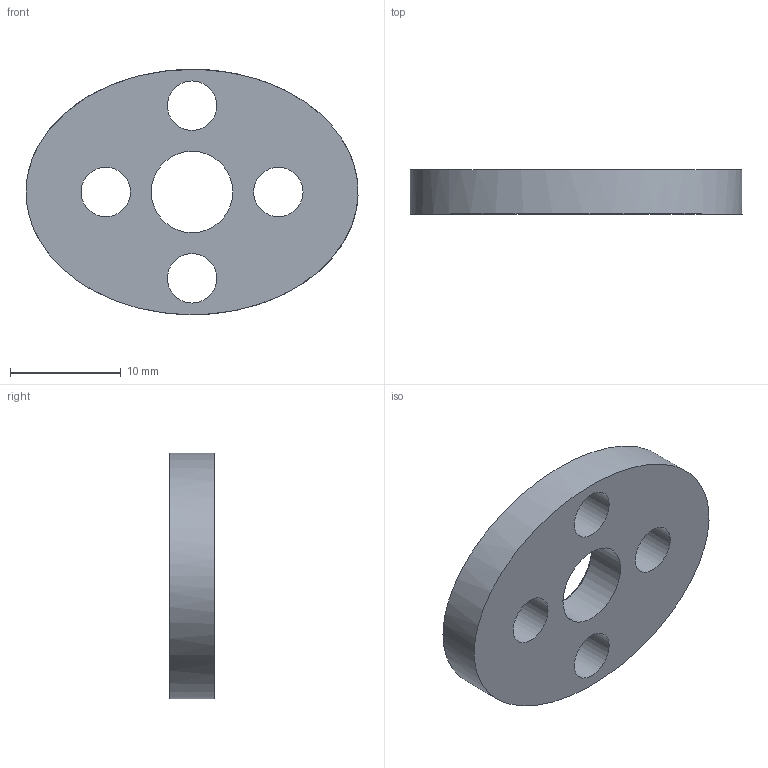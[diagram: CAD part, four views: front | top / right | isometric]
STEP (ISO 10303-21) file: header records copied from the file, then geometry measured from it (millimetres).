
FILE_DESCRIPTION(/* description */ (''),/* implementation_level */ '2;1');
FILE_NAME(/* name */ 'CAM block.step',/* time_stamp */ '2022-05-22T22:18:31+09:00',/* author */ (''),/* organization */ (''),/* preprocessor_version */ 'ST-DEVELOPER v18.1',/* originating_system */ 'Autodesk Translation Framework v10.14.0.1471',/* authorisation */ '');
FILE_SCHEMA (('AUTOMOTIVE_DESIGN { 1 0 10303 214 3 1 1 }'));
Length unit declared in the file: millimetre
Products named in the file (1): FusionComponent
Bounding box: 29.99 x 4 x 22.16 mm (x, y, z)
Volume: 1666.2 mm3; surface area: 1467.9 mm2
Topology: 1 solids, 1 shells, 13 faces, 28 edges, 17 vertices
Faces by surface type: cone 5, cylinder 5, plane 2, bspline 1
Full cylindrical faces by diameter (mm): 4.46 x4, 7.35 x1
Entity records: 425 total; most frequent: CARTESIAN_POINT 76, DIRECTION 71, ORIENTED_EDGE 56, AXIS2_PLACEMENT_3D 30, EDGE_CURVE 28, EDGE_LOOP 23, VERTEX_POINT 17, CIRCLE 15
